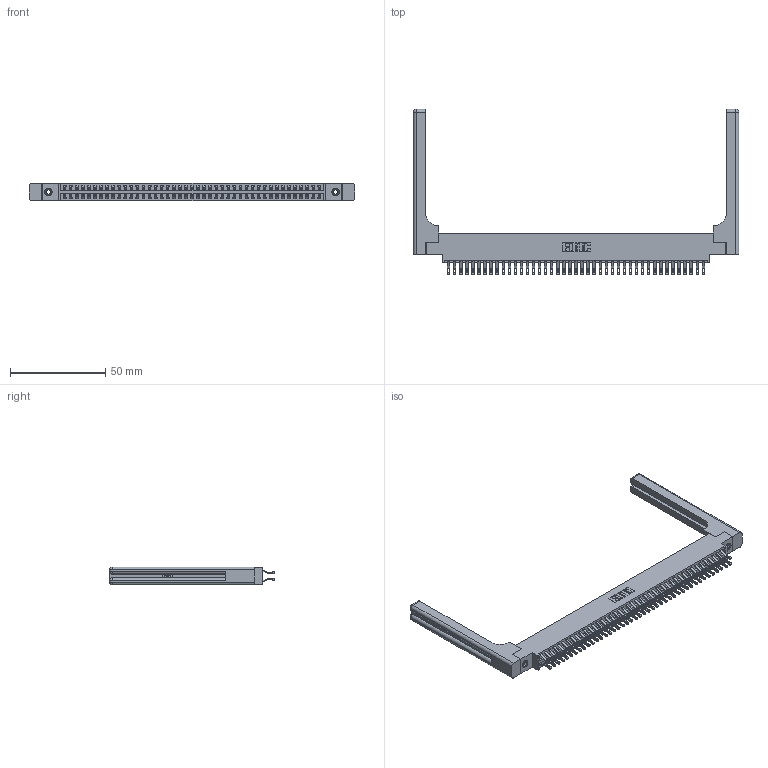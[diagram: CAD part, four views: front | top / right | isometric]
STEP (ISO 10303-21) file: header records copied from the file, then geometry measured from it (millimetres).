
FILE_DESCRIPTION (( 'STEP AP203' ), '1' );
FILE_NAME ('396-086-555-858.STEP', '2019-11-02T14:53:04', ( '' ), ( '' ), 'SwSTEP 2.0', 'SolidWorks 2016', '' );
FILE_SCHEMA (( 'CONFIG_CONTROL_DESIGN' ));
Length unit declared in the file: inch
Products named in the file (5): 346 Part_0.170 Offset - 0.156 Dia-TH; 345-292-001_555 Tail; 345-250-001_345-250-001-102; 346-220-058_345-220-058; 396-086-555-858
Assembly tree (91 placements, depth 2):
  396-086-555-858
    346 Part_0.170 Offset - 0.156 Dia-TH
    345-292-001_555 Tail  x86
    345-250-001_345-250-001-102  x2
    346-220-058_345-220-058  x2
Bounding box: 170.59 x 86.74 x 9.4 mm (x, y, z)
Volume: 24231.1 mm3; surface area: 29063.3 mm2
Topology: 91 solids, 91 shells, 5370 faces, 16745 edges, 11142 vertices
Faces by surface type: plane 3066, cylinder 2244, bspline 36, cone 12, sphere 8, torus 4
Entity records: 33568 total; most frequent: CARTESIAN_POINT 6575, ORIENTED_EDGE 5276, DIRECTION 4746, EDGE_CURVE 2638, LINE 2222, VECTOR 2222, VERTEX_POINT 1750, AXIS2_PLACEMENT_3D 1262
